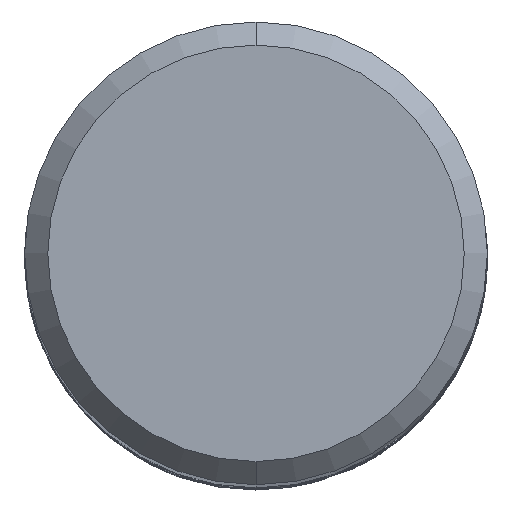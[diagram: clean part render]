
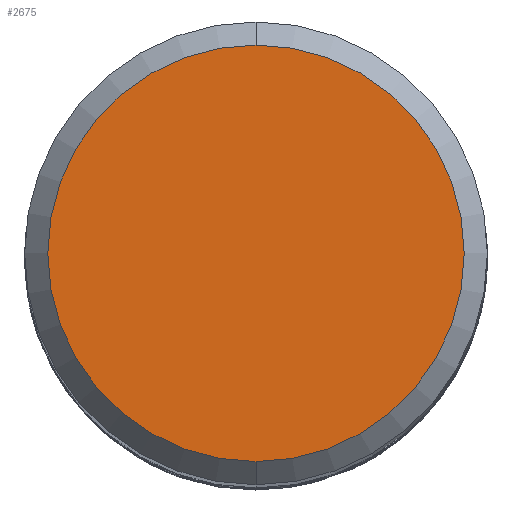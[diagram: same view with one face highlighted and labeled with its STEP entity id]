
A CAD part, top view. The second image highlights one B-rep face of the part: STEP entity #2675.
In plain terms, the highlighted planar face has unit normal (0, 0, 1).
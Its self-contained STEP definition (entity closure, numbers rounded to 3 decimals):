
#2553=EDGE_CURVE('',#2665,#3247,#5193,.T.);
#2665=VERTEX_POINT('',#5315);
#2675=ADVANCED_FACE('',(#5325),#5326,.T.);
#2873=EDGE_CURVE('',#3247,#2665,#5543,.T.);
#3247=VERTEX_POINT('',#5948);
#5193=CIRCLE('',#19188,7.2);
#5315=CARTESIAN_POINT('',(0.,-7.2,0.0));
#5325=FACE_OUTER_BOUND('',#20639,.T.);
#5326=PLANE('',#20640);
#5543=CIRCLE('',#23134,7.2);
#5948=CARTESIAN_POINT('',(0.0,7.2,0.0));
#19188=AXIS2_PLACEMENT_3D('',#34386,#34387,#34388);
#20639=EDGE_LOOP('',(#34529,#34530));
#20640=AXIS2_PLACEMENT_3D('',#34531,#34532,#34533);
#23134=AXIS2_PLACEMENT_3D('',#34784,#34785,#34786);
#34386=CARTESIAN_POINT('',(0.0,0.0,0.0));
#34387=DIRECTION('',(0.0,0.0,-1.0));
#34388=DIRECTION('',(0.0,1.0,0.0));
#34529=ORIENTED_EDGE('',*,*,#2873,.F.);
#34530=ORIENTED_EDGE('',*,*,#2553,.F.);
#34531=CARTESIAN_POINT('',(0.0,3.6,0.0));
#34532=DIRECTION('',(-0.0,0.0,1.0));
#34533=DIRECTION('',(0.0,-1.0,0.0));
#34784=CARTESIAN_POINT('',(0.0,0.0,0.0));
#34785=DIRECTION('',(0.0,0.0,-1.0));
#34786=DIRECTION('',(0.0,1.0,0.0));
